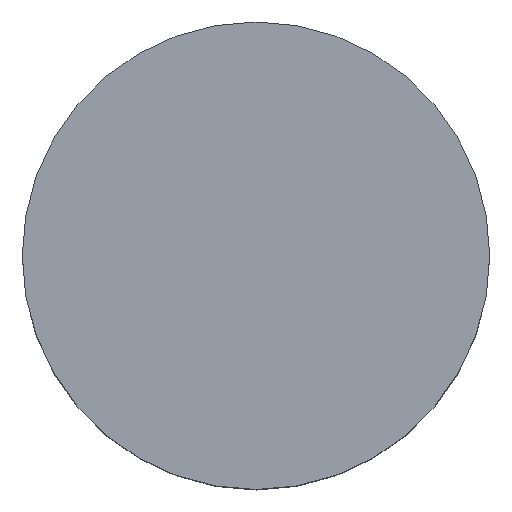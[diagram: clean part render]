
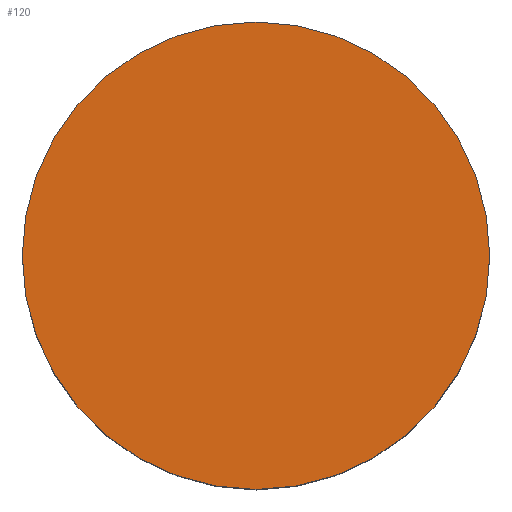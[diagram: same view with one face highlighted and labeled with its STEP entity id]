
A CAD part, top view. The second image highlights one B-rep face of the part: STEP entity #120.
In plain terms, the highlighted planar face has unit normal (0, 0, 1).
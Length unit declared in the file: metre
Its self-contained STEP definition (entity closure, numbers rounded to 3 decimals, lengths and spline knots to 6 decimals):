
#22=PLANE('',#148);
#34=ORIENTED_EDGE('',*,*,#53,.F.);
#53=EDGE_CURVE('',#65,#65,#75,.T.);
#65=VERTEX_POINT('',#209);
#75=CIRCLE('',#144,0.0095);
#88=EDGE_LOOP('',(#34));
#104=FACE_BOUND('',#88,.T.);
#120=ADVANCED_FACE('',(#104),#22,.F.);
#144=AXIS2_PLACEMENT_3D('',#208,#169,#170);
#148=AXIS2_PLACEMENT_3D('',#214,#177,#178);
#169=DIRECTION('',(0.,0.,-1.));
#170=DIRECTION('',(-1.,0.,0.));
#177=DIRECTION('',(0.,0.,-1.));
#178=DIRECTION('',(1.,0.,0.));
#208=CARTESIAN_POINT('',(0.053828,0.027881,0.0345));
#209=CARTESIAN_POINT('',(0.044328,0.027881,0.0345));
#214=CARTESIAN_POINT('',(0.053828,0.027881,0.0345));
